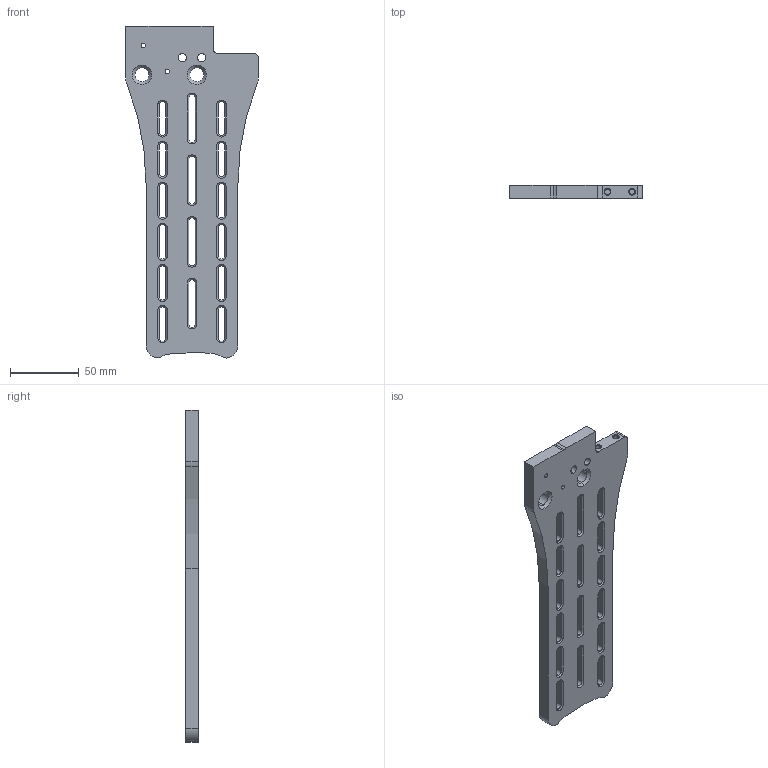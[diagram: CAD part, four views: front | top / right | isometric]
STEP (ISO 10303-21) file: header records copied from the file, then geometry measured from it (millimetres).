
FILE_DESCRIPTION (( 'STEP AP203' ), '1' );
FILE_NAME ('Unified_Mount.STEP', '2023-10-12T15:34:36', ( '' ), ( '' ), 'SwSTEP 2.0', 'SolidWorks 2023', '' );
FILE_SCHEMA (( 'CONFIG_CONTROL_DESIGN' ));
Length unit declared in the file: millimetre
Products named in the file (1): Unified_Mount
Bounding box: 97 x 9.35 x 242.22 mm (x, y, z)
Volume: 138524.2 mm3; surface area: 45149.1 mm2
Topology: 1 solids, 1 shells, 295 faces, 717 edges, 426 vertices
Faces by surface type: cone 108, plane 108, cylinder 78, bspline 1
Entity records: 8694 total; most frequent: DIRECTION 1585, CARTESIAN_POINT 1452, ORIENTED_EDGE 1434, EDGE_CURVE 717, AXIS2_PLACEMENT_3D 575, VECTOR 435, LINE 435, VERTEX_POINT 426
